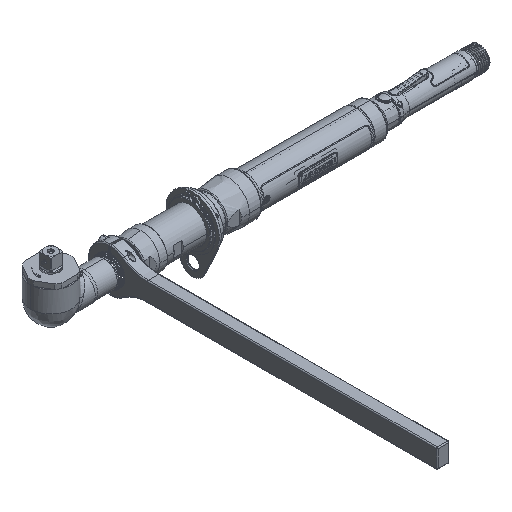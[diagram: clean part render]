
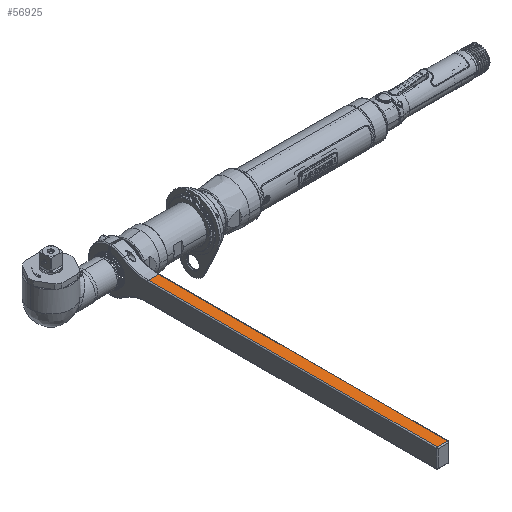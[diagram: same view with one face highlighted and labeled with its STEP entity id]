
A CAD part, isometric view. The second image highlights one B-rep face of the part: STEP entity #56925.
In plain terms, the highlighted planar face has unit normal (0, 0, 1).
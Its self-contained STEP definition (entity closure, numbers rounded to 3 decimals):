
#54834=DIRECTION('',(1.,0.,0.));
#54835=VECTOR('',#54834,0.63);
#54836=CARTESIAN_POINT('',(-7.442,-2.289,0.588));
#54837=LINE('',#54836,#54835);
#55326=DIRECTION('',(0.,1.,0.));
#55327=VECTOR('',#55326,17.651);
#55328=CARTESIAN_POINT('',(-6.812,-19.94,0.588));
#55329=LINE('',#55328,#55327);
#55429=DIRECTION('',(0.,-1.,0.));
#55430=VECTOR('',#55429,17.651);
#55431=CARTESIAN_POINT('',(-7.442,-2.289,0.588));
#55432=LINE('',#55431,#55430);
#55522=DIRECTION('',(-1.,0.,0.));
#55523=VECTOR('',#55522,0.63);
#55524=CARTESIAN_POINT('',(-6.812,-19.94,0.588));
#55525=LINE('',#55524,#55523);
#56239=CARTESIAN_POINT('',(-6.812,-19.94,0.588));
#56240=CARTESIAN_POINT('',(-7.442,-19.94,0.588));
#56241=VERTEX_POINT('',#56239);
#56242=VERTEX_POINT('',#56240);
#56243=CARTESIAN_POINT('',(-7.442,-2.289,0.588));
#56244=VERTEX_POINT('',#56243);
#56275=CARTESIAN_POINT('',(-6.812,-2.289,0.588));
#56276=VERTEX_POINT('',#56275);
#56910=CARTESIAN_POINT('',(-7.502,-2.289,0.588));
#56911=DIRECTION('',(0.,0.,1.));
#56912=DIRECTION('',(0.,-1.,0.));
#56913=AXIS2_PLACEMENT_3D('',#56910,#56911,#56912);
#56914=PLANE('',#56913);
#56916=ORIENTED_EDGE('',*,*,#56915,.T.);
#56918=ORIENTED_EDGE('',*,*,#56917,.F.);
#56920=ORIENTED_EDGE('',*,*,#56919,.T.);
#56922=ORIENTED_EDGE('',*,*,#56921,.F.);
#56923=EDGE_LOOP('',(#56916,#56918,#56920,#56922));
#56924=FACE_OUTER_BOUND('',#56923,.F.);
#56925=ADVANCED_FACE('',(#56924),#56914,.T.);
#56915=EDGE_CURVE('',#56241,#56242,#55525,.T.);
#56917=EDGE_CURVE('',#56244,#56242,#55432,.T.);
#56919=EDGE_CURVE('',#56244,#56276,#54837,.T.);
#56921=EDGE_CURVE('',#56241,#56276,#55329,.T.);
